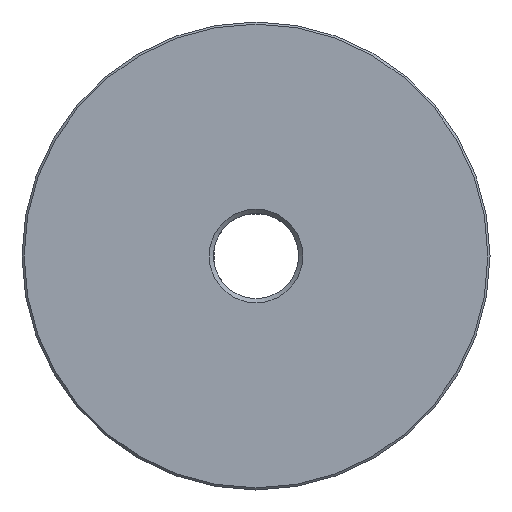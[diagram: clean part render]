
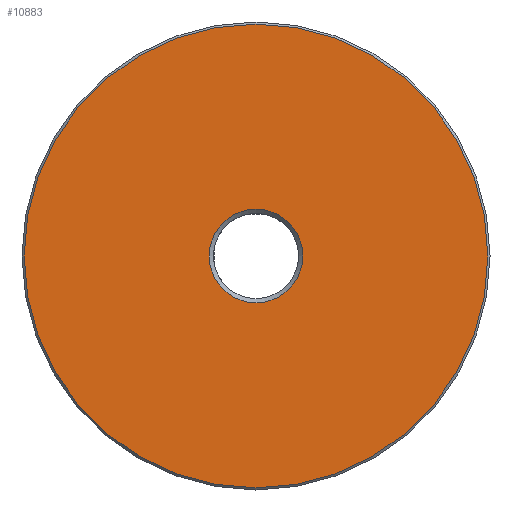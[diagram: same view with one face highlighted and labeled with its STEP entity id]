
A CAD part, front view. The second image highlights one B-rep face of the part: STEP entity #10883.
In plain terms, the highlighted planar face has unit normal (0, -1, 0).
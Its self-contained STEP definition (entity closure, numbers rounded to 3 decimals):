
#48=FACE_BOUND('',#1000,.T.);
#71=PLANE('',#11530);
#386=FACE_OUTER_BOUND('',#999,.T.);
#999=EDGE_LOOP('',(#7294));
#1000=EDGE_LOOP('',(#7295));
#1529=CIRCLE('',#11529,5.5);
#1530=CIRCLE('',#11531,27.25);
#3888=VERTEX_POINT('',#23536);
#3889=VERTEX_POINT('',#23540);
#5185=EDGE_CURVE('',#3888,#3888,#1529,.T.);
#5187=EDGE_CURVE('',#3889,#3889,#1530,.T.);
#7294=ORIENTED_EDGE('',*,*,#5187,.F.);
#7295=ORIENTED_EDGE('',*,*,#5185,.F.);
#10883=ADVANCED_FACE('',(#386,#48),#71,.T.);
#11529=AXIS2_PLACEMENT_3D('',#23537,#13364,#13365);
#11530=AXIS2_PLACEMENT_3D('',#23539,#13367,#13368);
#11531=AXIS2_PLACEMENT_3D('',#23541,#13369,#13370);
#13364=DIRECTION('center_axis',(0.,-1.,0.));
#13365=DIRECTION('ref_axis',(0.,0.,-1.));
#13367=DIRECTION('center_axis',(0.,-1.,0.));
#13368=DIRECTION('ref_axis',(0.,0.,-1.));
#13369=DIRECTION('center_axis',(0.,1.,0.));
#13370=DIRECTION('ref_axis',(0.,0.,-1.));
#23536=CARTESIAN_POINT('',(0.,0.,5.5));
#23537=CARTESIAN_POINT('Origin',(0.,0.,0.));
#23539=CARTESIAN_POINT('Origin',(0.,0.,27.5));
#23540=CARTESIAN_POINT('',(0.,0.,27.25));
#23541=CARTESIAN_POINT('Origin',(0.,0.,0.));
